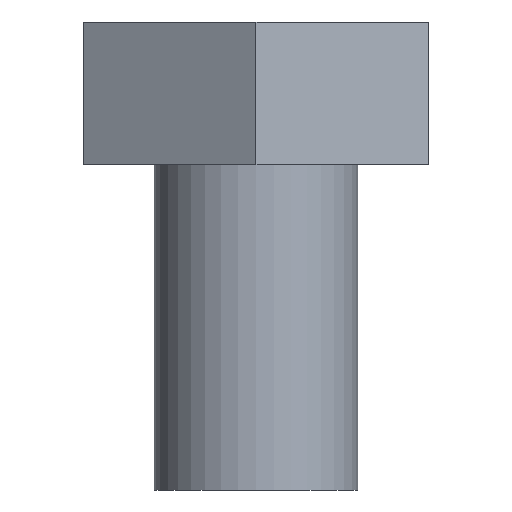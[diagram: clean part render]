
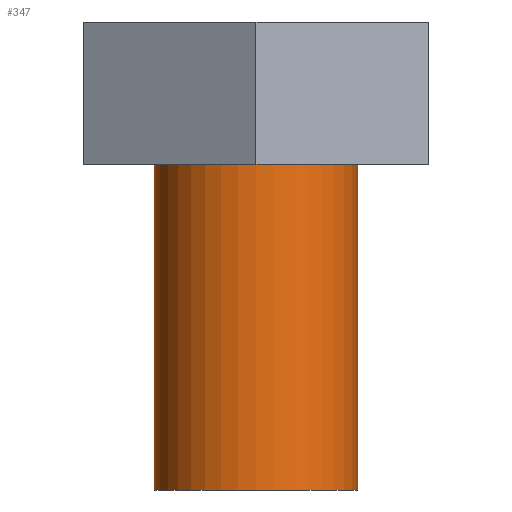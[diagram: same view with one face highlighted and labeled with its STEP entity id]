
A CAD part, front view. The second image highlights one B-rep face of the part: STEP entity #347.
In plain terms, the highlighted cylindrical face has radius 5 mm (diameter 10 mm), a partial arc.
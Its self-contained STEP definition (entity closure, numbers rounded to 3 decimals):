
#2 = CARTESIAN_POINT ( 'NONE',  ( -5., 0., -16. ) ) ;
#4 = CARTESIAN_POINT ( 'NONE',  ( 5., 0., -16. ) ) ;
#29 = CARTESIAN_POINT ( 'NONE',  ( 5., 0., 0. ) ) ;
#104 = DIRECTION ( 'NONE',  ( 1., 0., 0. ) ) ;
#105 = DIRECTION ( 'NONE',  ( 0., 0., 1. ) ) ;
#106 = CARTESIAN_POINT ( 'NONE',  ( 0., 0., -16. ) ) ;
#107 = AXIS2_PLACEMENT_3D ( 'NONE', #106, #105, #104 ) ;
#108 = CYLINDRICAL_SURFACE ( 'NONE', #107, 5. ) ;
#109 = FACE_OUTER_BOUND ( 'NONE', #344, .T. ) ;
#128 = DIRECTION ( 'NONE',  ( -1., 0., 0. ) ) ;
#152 = DIRECTION ( 'NONE',  ( 0., 0., -1. ) ) ;
#153 = CARTESIAN_POINT ( 'NONE',  ( 0., 0., -16. ) ) ;
#154 = AXIS2_PLACEMENT_3D ( 'NONE', #153, #152, #128 ) ;
#155 = CIRCLE ( 'NONE', #154, 5. ) ;
#169 = LINE ( 'NONE', #187, #231 ) ;
#187 = CARTESIAN_POINT ( 'NONE',  ( -5., 0., -16. ) ) ;
#215 = DIRECTION ( 'NONE',  ( 1., 0., 0. ) ) ;
#216 = DIRECTION ( 'NONE',  ( 0., 0., -1. ) ) ;
#217 = CARTESIAN_POINT ( 'NONE',  ( 0., 0., 0. ) ) ;
#218 = AXIS2_PLACEMENT_3D ( 'NONE', #217, #216, #215 ) ;
#219 = CIRCLE ( 'NONE', #218, 5. ) ;
#223 = CARTESIAN_POINT ( 'NONE',  ( -5., 0., 0. ) ) ;
#230 = DIRECTION ( 'NONE',  ( 0., 0., 1. ) ) ;
#231 = VECTOR ( 'NONE', #230, 1000. ) ;
#319 = EDGE_CURVE ( 'NONE', #457, #322, #169, .T. ) ;
#322 = VERTEX_POINT ( 'NONE', #223 ) ;
#344 = EDGE_LOOP ( 'NONE', ( #348, #357, #361, #362 ) ) ;
#347 = ADVANCED_FACE ( 'NONE', ( #109 ), #108, .T. ) ;
#348 = ORIENTED_EDGE ( 'NONE', *, *, #319, .F. ) ;
#353 = EDGE_CURVE ( 'NONE', #459, #457, #155, .T. ) ;
#357 = ORIENTED_EDGE ( 'NONE', *, *, #353, .F. ) ;
#361 = ORIENTED_EDGE ( 'NONE', *, *, #473, .T. ) ;
#362 = ORIENTED_EDGE ( 'NONE', *, *, #391, .T. ) ;
#391 = EDGE_CURVE ( 'NONE', #467, #322, #219, .T. ) ;
#457 = VERTEX_POINT ( 'NONE', #2 ) ;
#459 = VERTEX_POINT ( 'NONE', #4 ) ;
#467 = VERTEX_POINT ( 'NONE', #29 ) ;
#473 = EDGE_CURVE ( 'NONE', #459, #467, #507, .T. ) ;
#506 = CARTESIAN_POINT ( 'NONE',  ( 5., 0., -16. ) ) ;
#507 = LINE ( 'NONE', #506, #515 ) ;
#512 = DIRECTION ( 'NONE',  ( 0., 0., 1. ) ) ;
#515 = VECTOR ( 'NONE', #512, 1000. ) ;
